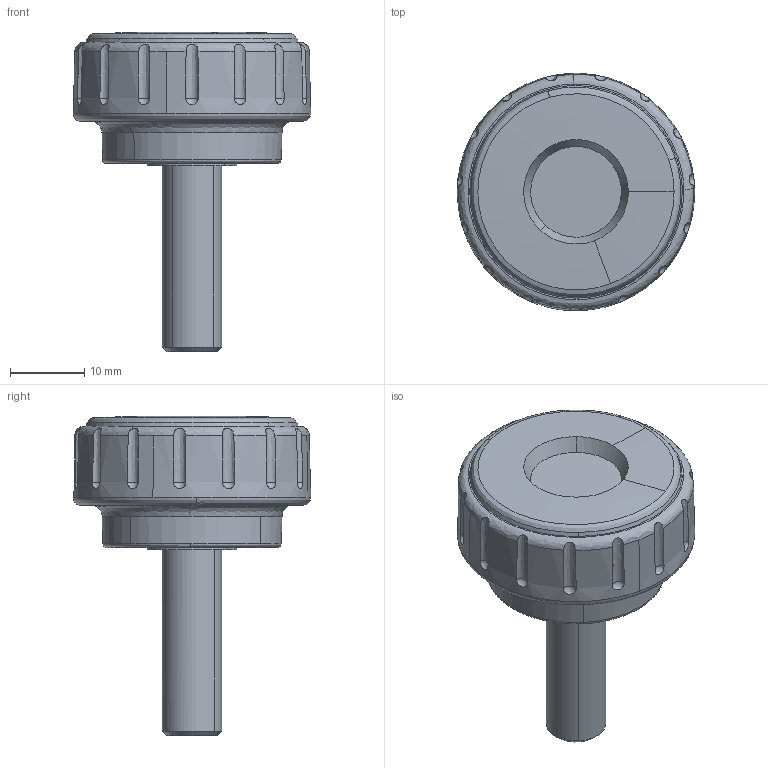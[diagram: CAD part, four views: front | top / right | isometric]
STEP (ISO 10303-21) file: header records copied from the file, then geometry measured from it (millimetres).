
FILE_DESCRIPTION((''),'2;1');
FILE_NAME('','2006-02-22T16:25:26',(''),(''),'','CADfix','');
FILE_SCHEMA(('AUTOMOTIVE_DESIGN'));
Length unit declared in the file: millimetre
Products named in the file (3): screw; knob; KDMS_32_M8_25_WH_24173_36
Assembly tree (2 placements, depth 2):
  KDMS_32_M8_25_WH_24173_36
    screw
    knob
Bounding box: 31.96 x 31.95 x 42.94 mm (x, y, z)
Volume: 12762.9 mm3; surface area: 4358.2 mm2
Topology: 2 solids, 2 shells, 69 faces, 251 edges, 191 vertices
Faces by surface type: bspline 69
Entity records: 5738 total; most frequent: CARTESIAN_POINT 4241, ORIENTED_EDGE 502, EDGE_CURVE 251, B_SPLINE_CURVE_WITH_KNOTS 193, VERTEX_POINT 191, EDGE_LOOP 74, FACE_OUTER_BOUND 69, ADVANCED_FACE 69
